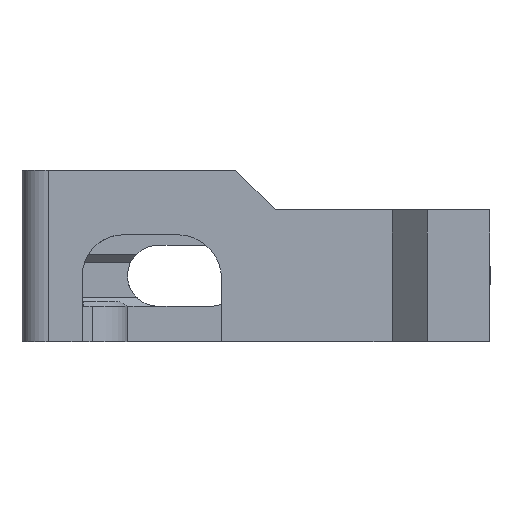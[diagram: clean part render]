
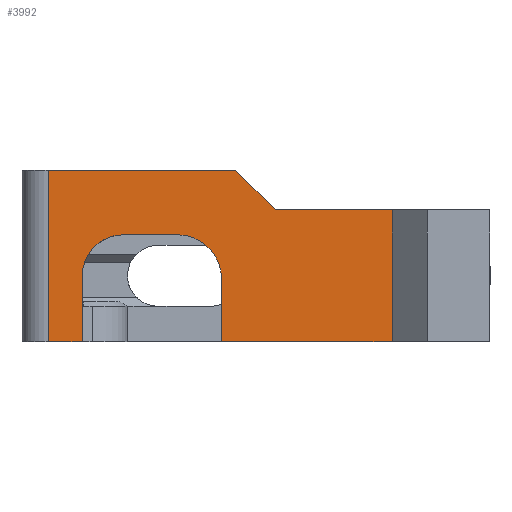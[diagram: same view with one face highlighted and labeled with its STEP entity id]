
A CAD part, left-side view. The second image highlights one B-rep face of the part: STEP entity #3992.
In plain terms, the highlighted planar face has unit normal (-1, 0, 0).
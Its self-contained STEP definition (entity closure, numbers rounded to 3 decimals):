
#48 = LINE ( 'NONE', #3189, #1460 ) ;
#59 = VECTOR ( 'NONE', #2475, 1000. ) ;
#60 = EDGE_CURVE ( 'NONE', #4127, #2835, #2299, .T. ) ;
#95 = ORIENTED_EDGE ( 'NONE', *, *, #3436, .T. ) ;
#368 = LINE ( 'NONE', #534, #3860 ) ;
#409 = ORIENTED_EDGE ( 'NONE', *, *, #4337, .T. ) ;
#412 = LINE ( 'NONE', #1896, #3386 ) ;
#414 = LINE ( 'NONE', #4693, #4878 ) ;
#452 = CARTESIAN_POINT ( 'NONE',  ( 4., 46.387, 7.5 ) ) ;
#505 = DIRECTION ( 'NONE',  ( 0., -1., 0. ) ) ;
#534 = CARTESIAN_POINT ( 'NONE',  ( 4., 11.144, 15. ) ) ;
#708 = CARTESIAN_POINT ( 'NONE',  ( 4., 11.144, 15. ) ) ;
#712 = DIRECTION ( 'NONE',  ( 0., -1., 0. ) ) ;
#721 = DIRECTION ( 'NONE',  ( 0., 1., 0. ) ) ;
#766 = FACE_OUTER_BOUND ( 'NONE', #3325, .T. ) ;
#833 = CARTESIAN_POINT ( 'NONE',  ( 4., 41.718, 7.5 ) ) ;
#890 = CARTESIAN_POINT ( 'NONE',  ( 4., 50.249, 0. ) ) ;
#919 = CARTESIAN_POINT ( 'NONE',  ( 4., 30.549, 0. ) ) ;
#980 = LINE ( 'NONE', #1664, #2786 ) ;
#988 = ORIENTED_EDGE ( 'NONE', *, *, #1938, .T. ) ;
#1137 = EDGE_CURVE ( 'NONE', #2793, #2829, #2859, .T. ) ;
#1174 = LINE ( 'NONE', #4729, #3679 ) ;
#1179 = LINE ( 'NONE', #3255, #59 ) ;
#1204 = DIRECTION ( 'NONE',  ( -1., 0., 0. ) ) ;
#1267 = CARTESIAN_POINT ( 'NONE',  ( 4., 35.549, 12.169 ) ) ;
#1294 = VERTEX_POINT ( 'NONE', #919 ) ;
#1302 = DIRECTION ( 'NONE',  ( 1., 0., 0. ) ) ;
#1349 = EDGE_CURVE ( 'NONE', #2484, #3147, #368, .T. ) ;
#1359 = DIRECTION ( 'NONE',  ( 1., 0., 0. ) ) ;
#1455 = ORIENTED_EDGE ( 'NONE', *, *, #1137, .F. ) ;
#1460 = VECTOR ( 'NONE', #505, 1000. ) ;
#1617 = CARTESIAN_POINT ( 'NONE',  ( 4., 55.87, 15. ) ) ;
#1622 = CARTESIAN_POINT ( 'NONE',  ( 4., 55.249, 15. ) ) ;
#1632 = ORIENTED_EDGE ( 'NONE', *, *, #4793, .F. ) ;
#1664 = CARTESIAN_POINT ( 'NONE',  ( 4., 30.549, 7.5 ) ) ;
#1665 = CARTESIAN_POINT ( 'NONE',  ( 4., 41.718, 12.169 ) ) ;
#1673 = EDGE_CURVE ( 'NONE', #2829, #2266, #3093, .T. ) ;
#1785 = CARTESIAN_POINT ( 'NONE',  ( 4., 50.249, 19.5 ) ) ;
#1804 = VERTEX_POINT ( 'NONE', #890 ) ;
#1822 = CARTESIAN_POINT ( 'NONE',  ( 4., 46.387, 0. ) ) ;
#1896 = CARTESIAN_POINT ( 'NONE',  ( 4., 31.718, 12.169 ) ) ;
#1938 = EDGE_CURVE ( 'NONE', #4432, #1804, #1179, .T. ) ;
#1962 = ORIENTED_EDGE ( 'NONE', *, *, #1349, .T. ) ;
#2052 = DIRECTION ( 'NONE',  ( 0., 0.707, 0.707 ) ) ;
#2264 = DIRECTION ( 'NONE',  ( 0., 0., -1. ) ) ;
#2266 = VERTEX_POINT ( 'NONE', #1822 ) ;
#2299 = CIRCLE ( 'NONE', #2627, 5. ) ;
#2440 = VERTEX_POINT ( 'NONE', #3811 ) ;
#2475 = DIRECTION ( 'NONE',  ( 0., 0., -1. ) ) ;
#2484 = VERTEX_POINT ( 'NONE', #3369 ) ;
#2486 = ORIENTED_EDGE ( 'NONE', *, *, #4212, .F. ) ;
#2507 = CARTESIAN_POINT ( 'NONE',  ( 4., 55.87, 0. ) ) ;
#2537 = CARTESIAN_POINT ( 'NONE',  ( 4., 28.934, 19.5 ) ) ;
#2616 = LINE ( 'NONE', #1617, #3210 ) ;
#2627 = AXIS2_PLACEMENT_3D ( 'NONE', #4364, #1359, #4335 ) ;
#2707 = EDGE_CURVE ( 'NONE', #2440, #3147, #2616, .T. ) ;
#2755 = EDGE_CURVE ( 'NONE', #2440, #4508, #1174, .T. ) ;
#2786 = VECTOR ( 'NONE', #3540, 1000. ) ;
#2793 = VERTEX_POINT ( 'NONE', #1665 ) ;
#2800 = CARTESIAN_POINT ( 'NONE',  ( 4., 30.549, 7.169 ) ) ;
#2829 = VERTEX_POINT ( 'NONE', #4684 ) ;
#2833 = DIRECTION ( 'NONE',  ( 0., -1., 0. ) ) ;
#2835 = VERTEX_POINT ( 'NONE', #2800 ) ;
#2859 = CIRCLE ( 'NONE', #4006, 4.669 ) ;
#3093 = LINE ( 'NONE', #452, #4443 ) ;
#3129 = EDGE_CURVE ( 'NONE', #4127, #2793, #412, .T. ) ;
#3147 = VERTEX_POINT ( 'NONE', #708 ) ;
#3179 = DIRECTION ( 'NONE',  ( 0., 0., 1. ) ) ;
#3189 = CARTESIAN_POINT ( 'NONE',  ( 4., 55.87, 0. ) ) ;
#3210 = VECTOR ( 'NONE', #3571, 1000. ) ;
#3255 = CARTESIAN_POINT ( 'NONE',  ( 4., 50.249, 0. ) ) ;
#3325 = EDGE_LOOP ( 'NONE', ( #3963, #4092, #2486, #988, #95, #4802, #1455, #4182, #4344, #1632, #409, #1962 ) ) ;
#3369 = CARTESIAN_POINT ( 'NONE',  ( 4., 11.144, 0. ) ) ;
#3386 = VECTOR ( 'NONE', #721, 1000. ) ;
#3436 = EDGE_CURVE ( 'NONE', #1804, #2266, #48, .T. ) ;
#3533 = PLANE ( 'NONE',  #4296 ) ;
#3540 = DIRECTION ( 'NONE',  ( 0., 0., 1. ) ) ;
#3571 = DIRECTION ( 'NONE',  ( 0., -1., 0. ) ) ;
#3679 = VECTOR ( 'NONE', #2052, 1000. ) ;
#3811 = CARTESIAN_POINT ( 'NONE',  ( 4., 24.434, 15. ) ) ;
#3860 = VECTOR ( 'NONE', #3179, 1000. ) ;
#3963 = ORIENTED_EDGE ( 'NONE', *, *, #2707, .F. ) ;
#3992 = ADVANCED_FACE ( 'NONE', ( #766 ), #3533, .F. ) ;
#4006 = AXIS2_PLACEMENT_3D ( 'NONE', #833, #1204, #4169 ) ;
#4092 = ORIENTED_EDGE ( 'NONE', *, *, #2755, .T. ) ;
#4127 = VERTEX_POINT ( 'NONE', #1267 ) ;
#4169 = DIRECTION ( 'NONE',  ( 0., -1., 0. ) ) ;
#4182 = ORIENTED_EDGE ( 'NONE', *, *, #3129, .F. ) ;
#4212 = EDGE_CURVE ( 'NONE', #4432, #4508, #414, .T. ) ;
#4296 = AXIS2_PLACEMENT_3D ( 'NONE', #1622, #1302, #4675 ) ;
#4335 = DIRECTION ( 'NONE',  ( 0., 1., 0. ) ) ;
#4337 = EDGE_CURVE ( 'NONE', #1294, #2484, #4373, .T. ) ;
#4344 = ORIENTED_EDGE ( 'NONE', *, *, #60, .T. ) ;
#4364 = CARTESIAN_POINT ( 'NONE',  ( 4., 35.549, 7.169 ) ) ;
#4373 = LINE ( 'NONE', #2507, #4742 ) ;
#4432 = VERTEX_POINT ( 'NONE', #1785 ) ;
#4443 = VECTOR ( 'NONE', #2264, 1000. ) ;
#4508 = VERTEX_POINT ( 'NONE', #2537 ) ;
#4675 = DIRECTION ( 'NONE',  ( 0., 1., 0. ) ) ;
#4684 = CARTESIAN_POINT ( 'NONE',  ( 4., 46.387, 7.5 ) ) ;
#4693 = CARTESIAN_POINT ( 'NONE',  ( 4., 23.934, 19.5 ) ) ;
#4729 = CARTESIAN_POINT ( 'NONE',  ( 4., 28.934, 19.5 ) ) ;
#4742 = VECTOR ( 'NONE', #712, 1000. ) ;
#4793 = EDGE_CURVE ( 'NONE', #1294, #2835, #980, .T. ) ;
#4802 = ORIENTED_EDGE ( 'NONE', *, *, #1673, .F. ) ;
#4878 = VECTOR ( 'NONE', #2833, 1000. ) ;
